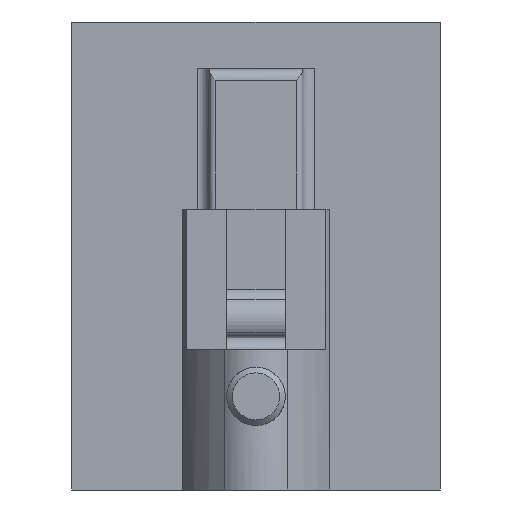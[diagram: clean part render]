
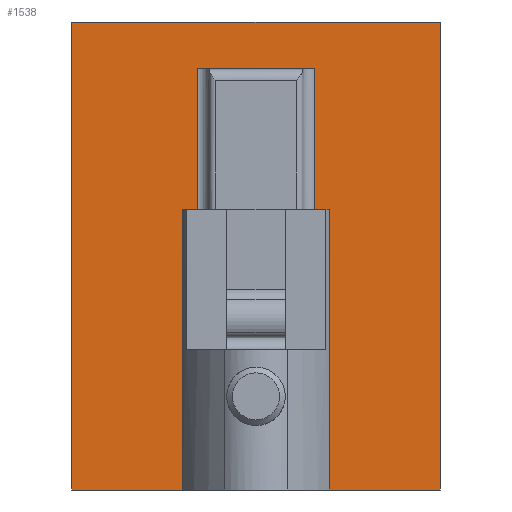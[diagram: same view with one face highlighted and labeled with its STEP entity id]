
A CAD part, front view. The second image highlights one B-rep face of the part: STEP entity #1538.
In plain terms, the highlighted planar face has unit normal (0, -1, 0).
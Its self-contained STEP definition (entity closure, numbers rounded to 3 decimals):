
#55=PLANE('',#1709);
#147=FACE_OUTER_BOUND('',#232,.T.);
#232=EDGE_LOOP('',(#1356,#1357,#1358,#1359,#1360,#1361,#1362,#1363));
#289=LINE('',#2394,#434);
#352=LINE('',#2588,#497);
#356=LINE('',#2599,#501);
#364=LINE('',#2635,#509);
#367=LINE('',#2639,#512);
#371=LINE('',#2647,#516);
#372=LINE('',#2650,#517);
#373=LINE('',#2651,#518);
#434=VECTOR('',#1882,1.);
#497=VECTOR('',#2071,1.);
#501=VECTOR('',#2079,1.);
#509=VECTOR('',#2103,1.);
#512=VECTOR('',#2108,1.);
#516=VECTOR('',#2118,1.);
#517=VECTOR('',#2123,1.);
#518=VECTOR('',#2124,1.);
#665=VERTEX_POINT('',#2391);
#666=VERTEX_POINT('',#2393);
#723=VERTEX_POINT('',#2585);
#724=VERTEX_POINT('',#2587);
#729=VERTEX_POINT('',#2597);
#740=VERTEX_POINT('',#2632);
#741=VERTEX_POINT('',#2634);
#742=VERTEX_POINT('',#2646);
#836=EDGE_CURVE('',#665,#666,#289,.T.);
#929=EDGE_CURVE('',#724,#723,#352,.T.);
#935=EDGE_CURVE('',#665,#729,#356,.T.);
#949=EDGE_CURVE('',#741,#740,#364,.T.);
#952=EDGE_CURVE('',#724,#740,#367,.T.);
#956=EDGE_CURVE('',#742,#666,#371,.T.);
#958=EDGE_CURVE('',#723,#742,#372,.T.);
#959=EDGE_CURVE('',#729,#741,#373,.T.);
#1356=ORIENTED_EDGE('',*,*,#949,.T.);
#1357=ORIENTED_EDGE('',*,*,#952,.F.);
#1358=ORIENTED_EDGE('',*,*,#929,.T.);
#1359=ORIENTED_EDGE('',*,*,#958,.T.);
#1360=ORIENTED_EDGE('',*,*,#956,.T.);
#1361=ORIENTED_EDGE('',*,*,#836,.F.);
#1362=ORIENTED_EDGE('',*,*,#935,.T.);
#1363=ORIENTED_EDGE('',*,*,#959,.T.);
#1538=ADVANCED_FACE('',(#147),#55,.T.);
#1709=AXIS2_PLACEMENT_3D('',#2649,#2121,#2122);
#1882=DIRECTION('',(0.,0.,1.));
#2071=DIRECTION('',(1.,0.,0.));
#2079=DIRECTION('',(1.,0.,0.));
#2103=DIRECTION('',(-1.,0.,0.));
#2108=DIRECTION('',(0.,0.,1.));
#2118=DIRECTION('',(1.,0.,0.));
#2121=DIRECTION('center_axis',(0.,-1.,0.));
#2122=DIRECTION('ref_axis',(1.,0.,0.));
#2123=DIRECTION('',(0.,0.,1.));
#2124=DIRECTION('',(0.,0.,1.));
#2391=CARTESIAN_POINT('',(5.,2.9,0.));
#2393=CARTESIAN_POINT('',(5.,2.9,36.));
#2394=CARTESIAN_POINT('',(5.,2.9,0.));
#2585=CARTESIAN_POINT('',(-5.,2.9,0.));
#2587=CARTESIAN_POINT('',(-15.75,2.9,0.));
#2588=CARTESIAN_POINT('',(-15.75,2.9,0.));
#2597=CARTESIAN_POINT('',(15.75,2.9,0.));
#2599=CARTESIAN_POINT('',(5.,2.9,0.));
#2632=CARTESIAN_POINT('',(-15.75,2.9,40.));
#2634=CARTESIAN_POINT('',(15.75,2.9,40.));
#2635=CARTESIAN_POINT('',(-15.75,2.9,40.));
#2639=CARTESIAN_POINT('',(-15.75,2.9,0.));
#2646=CARTESIAN_POINT('',(-5.,2.9,36.));
#2647=CARTESIAN_POINT('',(-5.,2.9,36.));
#2649=CARTESIAN_POINT('Origin',(15.75,2.9,0.));
#2650=CARTESIAN_POINT('',(-5.,2.9,0.));
#2651=CARTESIAN_POINT('',(15.75,2.9,0.));
